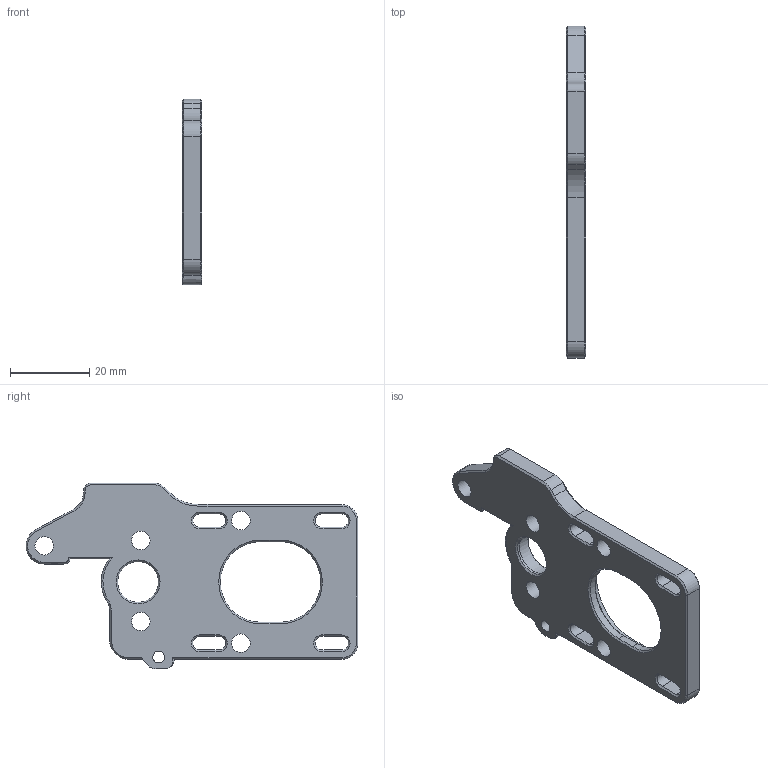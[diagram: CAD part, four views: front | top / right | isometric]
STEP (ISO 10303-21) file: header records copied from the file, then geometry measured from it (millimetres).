
FILE_DESCRIPTION(/* description */ ('STEP AP242','CAx-IF Rec.Pracs.---Representation and Presentation of Product Manufacturing Information (PMI)---4.0---2014-10-13','CAx-IF Rec.Pracs.---3D Tessellated Geometry---0.4---2014-09-14','2;1'),/* implementation_level */ '2;1');
FILE_NAME(/* name */ '62d71229f92dcb0302d6d5b6',/* time_stamp */ '2022-07-19T20:20:57+00:00',/* author */ (''),/* organization */ (''),/* preprocessor_version */ 'ST-DEVELOPER v18.102',/* originating_system */ ' ',/* authorisation */ ' ');
FILE_SCHEMA (('AP242_MANAGED_MODEL_BASED_3D_ENGINEERING_MIM_LF { 1 0 10303 442 1 1 4 }'));
Length unit declared in the file: metre
Products named in the file (1): Motor Plate
Bounding box: 5 x 83.92 x 47 mm (x, y, z)
Volume: 10059.3 mm3; surface area: 6695.3 mm2
Topology: 1 solids, 1 shells, 138 faces, 337 edges, 203 vertices
Faces by surface type: plane 67, cone 33, cylinder 30, bspline 7, torus 1
Full cylindrical faces by diameter (mm): 3 x1, 4.7 x5, 10.3 x1, 11.3 x1
Entity records: 4180 total; most frequent: CARTESIAN_POINT 971, ORIENTED_EDGE 648, DIRECTION 644, EDGE_CURVE 324, AXIS2_PLACEMENT_3D 221, LINE 202, VECTOR 202, VERTEX_POINT 200
